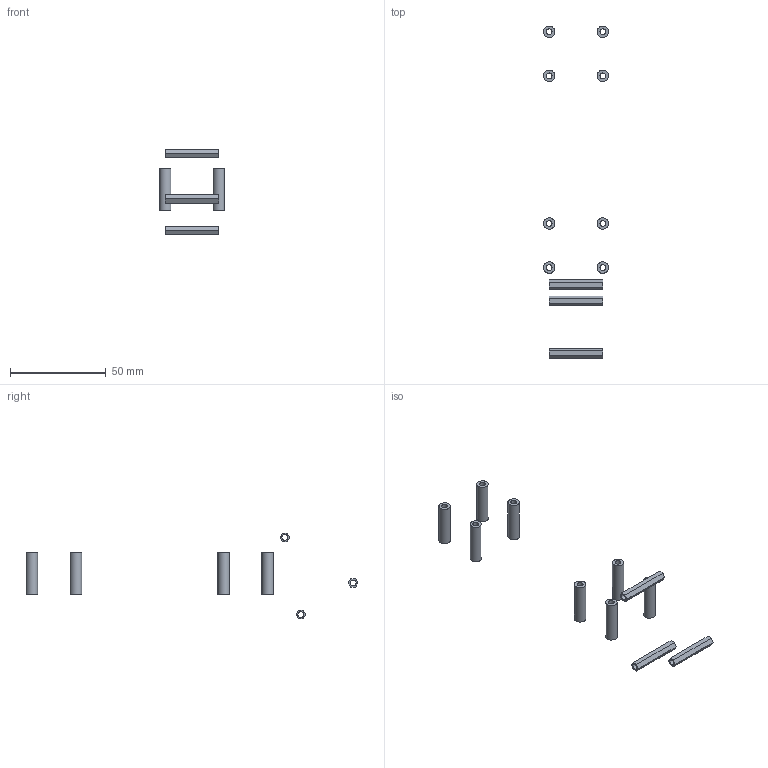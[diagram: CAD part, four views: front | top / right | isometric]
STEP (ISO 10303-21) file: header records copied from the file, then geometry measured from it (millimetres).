
FILE_DESCRIPTION(('FreeCAD Model'),'2;1');
FILE_NAME('Open CASCADE Shape Model','2022-12-07T11:09:38',('Author'),( ''),'Open CASCADE STEP processor 7.6','FreeCAD','Unknown');
FILE_SCHEMA(('AUTOMOTIVE_DESIGN { 1 0 10303 214 1 1 1 1 }'));
Length unit declared in the file: millimetre
Products named in the file (3): iFLIGHT_hl7; Extrude011; Extrude012
Assembly tree (2 placements, depth 2):
  iFLIGHT_hl7
    Extrude011
    Extrude012
Bounding box: 34 x 173.12 x 44.52 mm (x, y, z)
Volume: 4502.4 mm3; surface area: 7422.3 mm2
Topology: 11 solids, 11 shells, 59 faces, 111 edges, 74 vertices
Faces by surface type: plane 40, cylinder 19
Full cylindrical faces by diameter (mm): 3 x11, 6 x8
Entity records: 3099 total; most frequent: DIRECTION 495, CARTESIAN_POINT 469, LINE 257, VECTOR 257, ORIENTED_EDGE 222, PCURVE 222, DEFINITIONAL_REPRESENTATION 222, EDGE_CURVE 111
